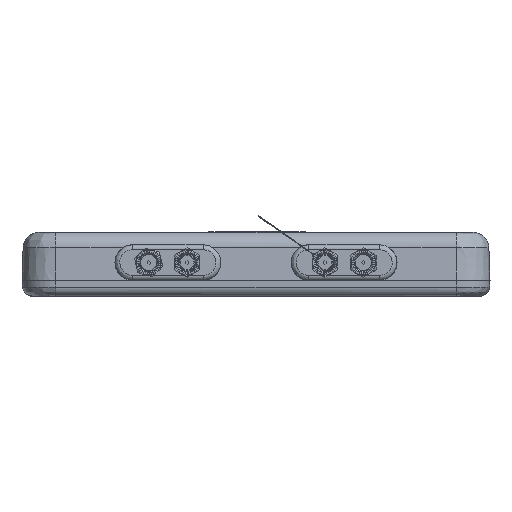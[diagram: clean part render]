
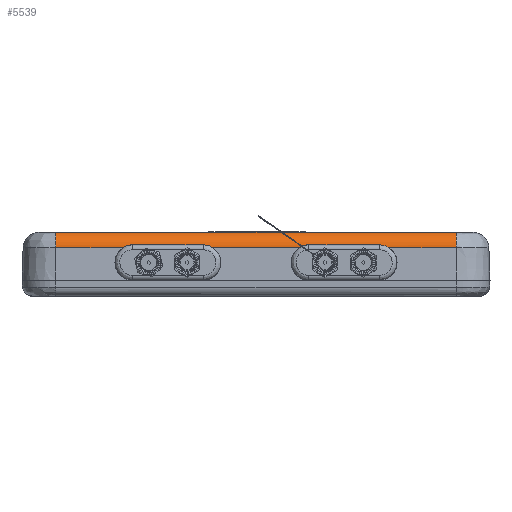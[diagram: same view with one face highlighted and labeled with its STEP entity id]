
A CAD part, front view. The second image highlights one B-rep face of the part: STEP entity #5539.
In plain terms, the highlighted cylindrical face has radius 5 mm (diameter 10 mm), a partial arc.
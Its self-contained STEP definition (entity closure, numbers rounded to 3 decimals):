
#1 = ORIENTED_EDGE ( 'NONE', *, *, #2801, .T. ) ;
#75 = B_SPLINE_CURVE_WITH_KNOTS ( 'NONE', 3,
 ( #17118, #11082, #14063, #4900, #7977, #3517, #10949, #3444 ),
 .UNSPECIFIED., .F., .F.,
 ( 4, 2, 2, 4 ),
 ( 0., 0.002, 0.002, 0.003 ),
 .UNSPECIFIED. ) ;
#235 = ORIENTED_EDGE ( 'NONE', *, *, #13662, .F. ) ;
#349 = DIRECTION ( 'NONE',  ( 1., 0., 0. ) ) ;
#520 = ORIENTED_EDGE ( 'NONE', *, *, #13304, .T. ) ;
#677 = ORIENTED_EDGE ( 'NONE', *, *, #15945, .T. ) ;
#733 = LINE ( 'NONE', #12045, #8299 ) ;
#766 = CARTESIAN_POINT ( 'NONE',  ( 62.5, -61.672, 10. ) ) ;
#837 = CARTESIAN_POINT ( 'NONE',  ( 16.5, -66.567, 11.016 ) ) ;
#952 = CARTESIAN_POINT ( 'NONE',  ( -38.5, -66.567, 11.016 ) ) ;
#970 = CARTESIAN_POINT ( 'NONE',  ( -13.798, -66.664, 10.312 ) ) ;
#1085 = CARTESIAN_POINT ( 'NONE',  ( -39.525, -66.585, 10.925 ) ) ;
#1263 = CARTESIAN_POINT ( 'NONE',  ( 62.5, -66.669, 10.174 ) ) ;
#1344 = VERTEX_POINT ( 'NONE', #837 ) ;
#1585 = CARTESIAN_POINT ( 'NONE',  ( 15.221, -66.596, 10.871 ) ) ;
#1755 = DIRECTION ( 'NONE',  ( 1., 0., 0. ) ) ;
#2001 = VERTEX_POINT ( 'NONE', #14714 ) ;
#2122 = DIRECTION ( 'NONE',  ( -1., 0., 0. ) ) ;
#2227 = VERTEX_POINT ( 'NONE', #2489 ) ;
#2298 = ORIENTED_EDGE ( 'NONE', *, *, #4678, .T. ) ;
#2391 = AXIS2_PLACEMENT_3D ( 'NONE', #766, #7768, #15313 ) ;
#2489 = CARTESIAN_POINT ( 'NONE',  ( 38.5, -66.567, 11.016 ) ) ;
#2753 = CARTESIAN_POINT ( 'NONE',  ( -38.759, -66.567, 11.016 ) ) ;
#2801 = EDGE_CURVE ( 'NONE', #6274, #10844, #733, .T. ) ;
#2962 = B_SPLINE_CURVE_WITH_KNOTS ( 'NONE', 3,
 ( #14766, #14641, #13128, #19387, #3976, #7161, #970, #11536 ),
 .UNSPECIFIED., .F., .F.,
 ( 4, 2, 2, 4 ),
 ( 0., 0.002, 0.002, 0.003 ),
 .UNSPECIFIED. ) ;
#3115 = CARTESIAN_POINT ( 'NONE',  ( 16.241, -66.567, 11.016 ) ) ;
#3168 = ORIENTED_EDGE ( 'NONE', *, *, #8836, .F. ) ;
#3313 = LINE ( 'NONE', #15092, #16554 ) ;
#3444 = CARTESIAN_POINT ( 'NONE',  ( 41.422, -66.669, 10.174 ) ) ;
#3517 = CARTESIAN_POINT ( 'NONE',  ( 40.975, -66.654, 10.433 ) ) ;
#3560 = ORIENTED_EDGE ( 'NONE', *, *, #10328, .T. ) ;
#3588 = CARTESIAN_POINT ( 'NONE',  ( -62.5, -61.672, 10. ) ) ;
#3632 = VERTEX_POINT ( 'NONE', #11683 ) ;
#3709 = VECTOR ( 'NONE', #5616, 1000. ) ;
#3905 = VECTOR ( 'NONE', #18030, 1000. ) ;
#3976 = CARTESIAN_POINT ( 'NONE',  ( -14.494, -66.631, 10.642 ) ) ;
#4026 = B_SPLINE_CURVE_WITH_KNOTS ( 'NONE', 3,
 ( #10754, #6197, #15326, #1585, #4718, #5997, #3115, #16596 ),
 .UNSPECIFIED., .F., .F.,
 ( 4, 2, 2, 4 ),
 ( 0., 0.002, 0.002, 0.003 ),
 .UNSPECIFIED. ) ;
#4059 = EDGE_CURVE ( 'NONE', #4774, #6423, #9907, .T. ) ;
#4091 = CARTESIAN_POINT ( 'NONE',  ( -41.422, -66.669, 10.174 ) ) ;
#4164 = CARTESIAN_POINT ( 'NONE',  ( -39.779, -66.596, 10.871 ) ) ;
#4230 = CARTESIAN_POINT ( 'NONE',  ( -40.983, -66.659, 10.449 ) ) ;
#4678 = EDGE_CURVE ( 'NONE', #10844, #2001, #2962, .T. ) ;
#4718 = CARTESIAN_POINT ( 'NONE',  ( 15.475, -66.585, 10.925 ) ) ;
#4764 = CARTESIAN_POINT ( 'NONE',  ( -62.5, -66.669, 10.174 ) ) ;
#4774 = VERTEX_POINT ( 'NONE', #16309 ) ;
#4900 = CARTESIAN_POINT ( 'NONE',  ( 40.262, -66.618, 10.731 ) ) ;
#5027 = AXIS2_PLACEMENT_3D ( 'NONE', #5734, #11752, #14725 ) ;
#5539 = ADVANCED_FACE ( 'NONE', ( #7682 ), #14083, .T. ) ;
#5616 = DIRECTION ( 'NONE',  ( 1., 0., 0. ) ) ;
#5734 = CARTESIAN_POINT ( 'NONE',  ( 0., -61.672, 10. ) ) ;
#5997 = CARTESIAN_POINT ( 'NONE',  ( 15.985, -66.571, 10.998 ) ) ;
#6197 = CARTESIAN_POINT ( 'NONE',  ( 14.017, -66.659, 10.449 ) ) ;
#6274 = VERTEX_POINT ( 'NONE', #18319 ) ;
#6423 = VERTEX_POINT ( 'NONE', #1263 ) ;
#6843 = EDGE_CURVE ( 'NONE', #10732, #9124, #10781, .T. ) ;
#7161 = CARTESIAN_POINT ( 'NONE',  ( -14.025, -66.654, 10.433 ) ) ;
#7431 = CARTESIAN_POINT ( 'NONE',  ( 0., -66.567, 11.016 ) ) ;
#7645 = AXIS2_PLACEMENT_3D ( 'NONE', #3588, #2122, #12789 ) ;
#7682 = FACE_OUTER_BOUND ( 'NONE', #13594, .T. ) ;
#7768 = DIRECTION ( 'NONE',  ( 1., 0., 0. ) ) ;
#7977 = CARTESIAN_POINT ( 'NONE',  ( 40.506, -66.631, 10.642 ) ) ;
#8299 = VECTOR ( 'NONE', #15432, 1000. ) ;
#8591 = CARTESIAN_POINT ( 'NONE',  ( 0., -66.669, 10.174 ) ) ;
#8675 = ORIENTED_EDGE ( 'NONE', *, *, #4059, .F. ) ;
#8836 = EDGE_CURVE ( 'NONE', #15707, #4774, #15676, .T. ) ;
#9124 = VERTEX_POINT ( 'NONE', #13073 ) ;
#9229 = CARTESIAN_POINT ( 'NONE',  ( 13.578, -66.669, 10.174 ) ) ;
#9667 = ORIENTED_EDGE ( 'NONE', *, *, #18629, .T. ) ;
#9834 = ORIENTED_EDGE ( 'NONE', *, *, #13953, .T. ) ;
#9907 = CIRCLE ( 'NONE', #2391, 5. ) ;
#10006 = CARTESIAN_POINT ( 'NONE',  ( -40.518, -66.63, 10.657 ) ) ;
#10328 = EDGE_CURVE ( 'NONE', #14066, #1344, #4026, .T. ) ;
#10732 = VERTEX_POINT ( 'NONE', #4764 ) ;
#10754 = CARTESIAN_POINT ( 'NONE',  ( 13.578, -66.669, 10.174 ) ) ;
#10781 = LINE ( 'NONE', #12450, #11738 ) ;
#10844 = VERTEX_POINT ( 'NONE', #14424 ) ;
#10933 = CARTESIAN_POINT ( 'NONE',  ( -62.5, -61.672, 15. ) ) ;
#10949 = CARTESIAN_POINT ( 'NONE',  ( 41.202, -66.664, 10.312 ) ) ;
#11082 = CARTESIAN_POINT ( 'NONE',  ( 39.018, -66.567, 11.016 ) ) ;
#11536 = CARTESIAN_POINT ( 'NONE',  ( -13.578, -66.669, 10.174 ) ) ;
#11643 = VECTOR ( 'NONE', #19666, 1000. ) ;
#11683 = CARTESIAN_POINT ( 'NONE',  ( 41.422, -66.669, 10.174 ) ) ;
#11738 = VECTOR ( 'NONE', #349, 1000. ) ;
#11752 = DIRECTION ( 'NONE',  ( 1., 0., 0. ) ) ;
#12045 = CARTESIAN_POINT ( 'NONE',  ( 0., -66.567, 11.016 ) ) ;
#12450 = CARTESIAN_POINT ( 'NONE',  ( 0., -66.669, 10.174 ) ) ;
#12789 = DIRECTION ( 'NONE',  ( 0., -1., 0. ) ) ;
#13073 = CARTESIAN_POINT ( 'NONE',  ( -41.422, -66.669, 10.174 ) ) ;
#13128 = CARTESIAN_POINT ( 'NONE',  ( -15.477, -66.584, 10.944 ) ) ;
#13304 = EDGE_CURVE ( 'NONE', #2001, #14066, #18127, .T. ) ;
#13320 = CARTESIAN_POINT ( 'NONE',  ( -39.015, -66.571, 10.998 ) ) ;
#13594 = EDGE_LOOP ( 'NONE', ( #13735, #9667, #8675, #3168, #235, #17945, #677, #1, #2298, #520, #3560, #9834 ) ) ;
#13662 = EDGE_CURVE ( 'NONE', #10732, #15707, #14764, .T. ) ;
#13735 = ORIENTED_EDGE ( 'NONE', *, *, #15282, .T. ) ;
#13953 = EDGE_CURVE ( 'NONE', #1344, #2227, #19524, .T. ) ;
#14063 = CARTESIAN_POINT ( 'NONE',  ( 39.523, -66.584, 10.944 ) ) ;
#14066 = VERTEX_POINT ( 'NONE', #9229 ) ;
#14083 = CYLINDRICAL_SURFACE ( 'NONE', #5027, 5. ) ;
#14424 = CARTESIAN_POINT ( 'NONE',  ( -16.5, -66.567, 11.016 ) ) ;
#14641 = CARTESIAN_POINT ( 'NONE',  ( -15.982, -66.567, 11.016 ) ) ;
#14714 = CARTESIAN_POINT ( 'NONE',  ( -13.578, -66.669, 10.174 ) ) ;
#14725 = DIRECTION ( 'NONE',  ( 0., 1., 0. ) ) ;
#14764 = CIRCLE ( 'NONE', #7645, 5. ) ;
#14766 = CARTESIAN_POINT ( 'NONE',  ( -16.5, -66.567, 11.016 ) ) ;
#15092 = CARTESIAN_POINT ( 'NONE',  ( 0., -66.669, 10.174 ) ) ;
#15207 = CARTESIAN_POINT ( 'NONE',  ( 0., -61.672, 15. ) ) ;
#15282 = EDGE_CURVE ( 'NONE', #2227, #3632, #75, .T. ) ;
#15313 = DIRECTION ( 'NONE',  ( 0., -1., 0. ) ) ;
#15326 = CARTESIAN_POINT ( 'NONE',  ( 14.482, -66.63, 10.657 ) ) ;
#15432 = DIRECTION ( 'NONE',  ( 1., 0., 0. ) ) ;
#15676 = LINE ( 'NONE', #15207, #11643 ) ;
#15707 = VERTEX_POINT ( 'NONE', #10933 ) ;
#15945 = EDGE_CURVE ( 'NONE', #9124, #6274, #18348, .T. ) ;
#16309 = CARTESIAN_POINT ( 'NONE',  ( 62.5, -61.672, 15. ) ) ;
#16554 = VECTOR ( 'NONE', #1755, 1000. ) ;
#16596 = CARTESIAN_POINT ( 'NONE',  ( 16.5, -66.567, 11.016 ) ) ;
#17118 = CARTESIAN_POINT ( 'NONE',  ( 38.5, -66.567, 11.016 ) ) ;
#17945 = ORIENTED_EDGE ( 'NONE', *, *, #6843, .T. ) ;
#18030 = DIRECTION ( 'NONE',  ( 1., 0., 0. ) ) ;
#18127 = LINE ( 'NONE', #8591, #3709 ) ;
#18319 = CARTESIAN_POINT ( 'NONE',  ( -38.5, -66.567, 11.016 ) ) ;
#18348 = B_SPLINE_CURVE_WITH_KNOTS ( 'NONE', 3,
 ( #4091, #4230, #10006, #4164, #1085, #13320, #2753, #952 ),
 .UNSPECIFIED., .F., .F.,
 ( 4, 2, 2, 4 ),
 ( 0., 0.002, 0.002, 0.003 ),
 .UNSPECIFIED. ) ;
#18629 = EDGE_CURVE ( 'NONE', #3632, #6423, #3313, .T. ) ;
#19387 = CARTESIAN_POINT ( 'NONE',  ( -14.738, -66.618, 10.731 ) ) ;
#19524 = LINE ( 'NONE', #7431, #3905 ) ;
#19666 = DIRECTION ( 'NONE',  ( 1., 0., 0. ) ) ;
